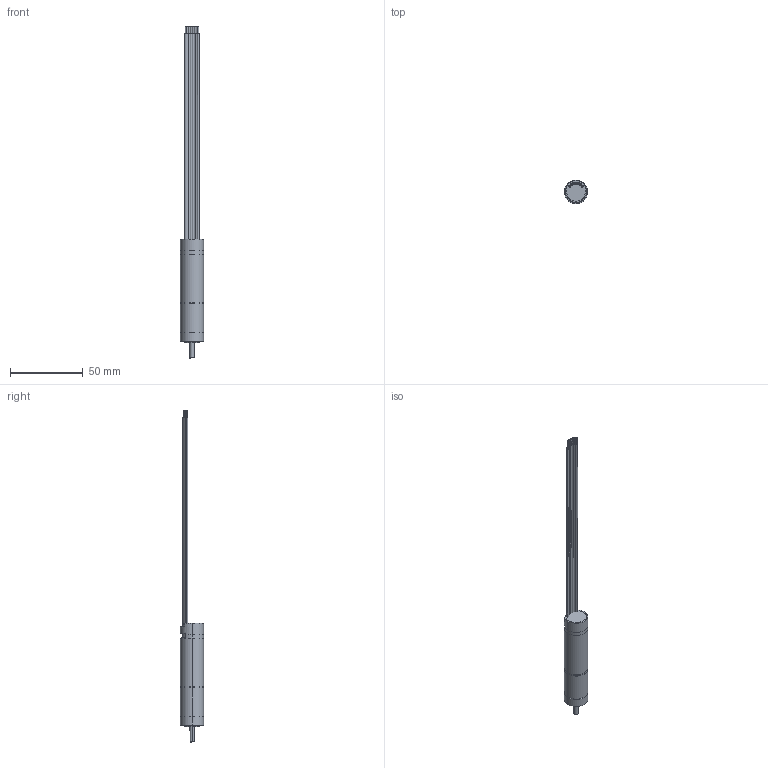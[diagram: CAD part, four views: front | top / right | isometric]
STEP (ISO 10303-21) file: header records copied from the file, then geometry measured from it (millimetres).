
FILE_DESCRIPTION (( 'STEP AP203' ), '1' );
FILE_NAME ('ECU16036+M16+PG16M-0083.STEP', '2021-05-24T08:33:22', ( '88' ), ( '' ), 'SwSTEP 2.0', 'SolidWorks 2014', '' );
FILE_SCHEMA (( 'CONFIG_CONTROL_DESIGN' ));
Length unit declared in the file: millimetre
Products named in the file (1): ECU16036+M16+PG16M-0083
Bounding box: 16 x 16 x 227.7 mm (x, y, z)
Surface area: 12257.2 mm2 (no closed solid volume)
Topology: 0 solids, 16 shells, 156 faces, 596 edges, 462 vertices
Faces by surface type: cylinder 87, plane 46, cone 13, torus 8, bspline 2
Entity records: 7485 total; most frequent: CARTESIAN_POINT 2493, DIRECTION 990, ORIENTED_EDGE 946, EDGE_CURVE 596, VERTEX_POINT 462, AXIS2_PLACEMENT_3D 392, CIRCLE 237, VECTOR 206
